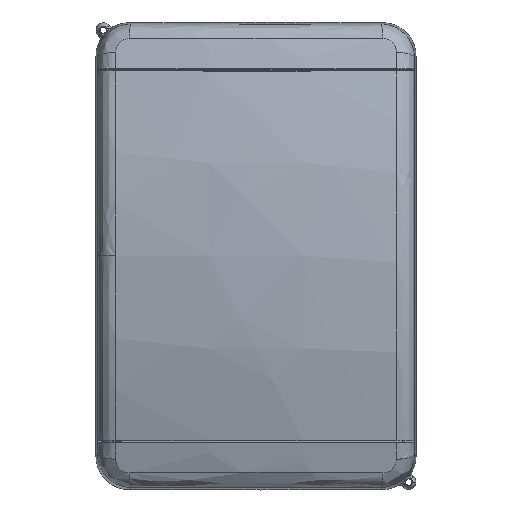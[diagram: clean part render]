
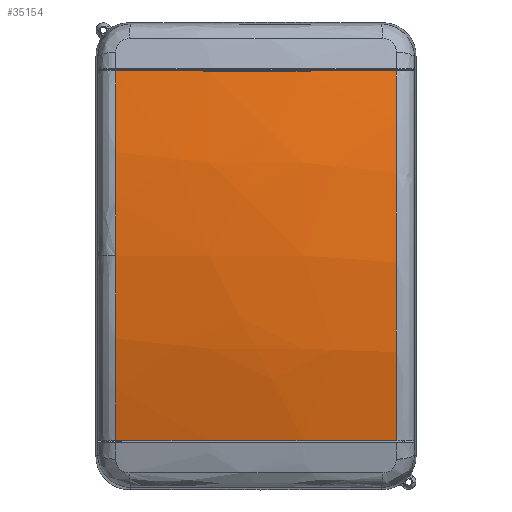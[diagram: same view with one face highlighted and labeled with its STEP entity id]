
A CAD part, top view. The second image highlights one B-rep face of the part: STEP entity #35154.
In plain terms, the highlighted free-form (B-spline) face has degree [3, 3] with [6, 4] control points.
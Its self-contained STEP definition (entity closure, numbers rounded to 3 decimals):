
#1323 = EDGE_CURVE ( 'NONE', #26307, #36820, #9668, .T. ) ;
#2440 = CARTESIAN_POINT ( 'NONE',  ( -37.389, 17.137, -15.998 ) ) ;
#2704 = CARTESIAN_POINT ( 'NONE',  ( -18.696, 15.5, -47.5 ) ) ;
#2951 = CARTESIAN_POINT ( 'NONE',  ( -18.696, 19.495, -15.998 ) ) ;
#3471 = ORIENTED_EDGE ( 'NONE', *, *, #1323, .T. ) ;
#4509 = CARTESIAN_POINT ( 'NONE',  ( 37.209, 13.222, -42.096 ) ) ;
#4619 = ORIENTED_EDGE ( 'NONE', *, *, #27999, .T. ) ;
#6559 = CARTESIAN_POINT ( 'NONE',  ( -55.42, 9.164, 42.119 ) ) ;
#6868 = CARTESIAN_POINT ( 'NONE',  ( 37.389, 13.142, -47.5 ) ) ;
#7118 = CARTESIAN_POINT ( 'NONE',  ( 37.389, 17.137, -15.998 ) ) ;
#7165 = VERTEX_POINT ( 'NONE', #20314 ) ;
#7337 = ORIENTED_EDGE ( 'NONE', *, *, #12580, .F. ) ;
#7382 = CARTESIAN_POINT ( 'NONE',  ( 18.696, 15.5, 47.5 ) ) ;
#7740 = CARTESIAN_POINT ( 'NONE',  ( -55.399, 11.521, 14.103 ) ) ;
#8090 = ORIENTED_EDGE ( 'NONE', *, *, #36427, .T. ) ;
#8693 = CARTESIAN_POINT ( 'NONE',  ( -55.42, 9.164, -42.119 ) ) ;
#9080 = CARTESIAN_POINT ( 'NONE',  ( 46.366, 11.482, 42.106 ) ) ;
#9668 = B_SPLINE_CURVE_WITH_KNOTS ( 'NONE', 3,
 ( #28164, #40189, #24502, #36505, #33107, #32873, #44073, #21086, #9080, #37271 ),
 .UNSPECIFIED., .F., .F.,
 ( 4, 2, 2, 2, 4 ),
 ( 0., 0.028, 0.056, 0.084, 0.112 ),
 .UNSPECIFIED. ) ;
#10463 = EDGE_CURVE ( 'NONE', #7165, #24891, #30735, .T. ) ;
#10490 = CARTESIAN_POINT ( 'NONE',  ( 55.42, 9.164, -42.119 ) ) ;
#10778 = CARTESIAN_POINT ( 'NONE',  ( 18.696, 19.495, 15.998 ) ) ;
#11027 = CARTESIAN_POINT ( 'NONE',  ( 55.413, 9.95, -35.125 ) ) ;
#11048 = CARTESIAN_POINT ( 'NONE',  ( -55.5, 12.495, -15.998 ) ) ;
#11860 = CARTESIAN_POINT ( 'NONE',  ( 55.42, 9.164, 42.119 ) ) ;
#12580 = EDGE_CURVE ( 'NONE', #7165, #36820, #33586, .T. ) ;
#14440 = CARTESIAN_POINT ( 'NONE',  ( 37.389, 13.142, 47.5 ) ) ;
#14941 = CARTESIAN_POINT ( 'NONE',  ( 37.389, 17.137, 15.998 ) ) ;
#15213 = CARTESIAN_POINT ( 'NONE',  ( 55.5, 12.495, 15.998 ) ) ;
#15494 = B_SPLINE_SURFACE_WITH_KNOTS ( 'NONE', 3, 3, ( 
 ( #43147, #50475, #15213, #46814 ),
 ( #6868, #7118, #14941, #14440 ),
 ( #22787, #38729, #10778, #7382 ),
 ( #2704, #2951, #30918, #23303 ),
 ( #38205, #2440, #18855, #39244 ),
 ( #18611, #11048, #30648, #50997 ) ),
 .UNSPECIFIED., .F., .F., .F.,
 ( 4, 2, 4 ),
 ( 4, 4 ),
 ( 0., 0.5, 1. ),
 ( 0., 1. ),
 .UNSPECIFIED. ) ;
#16326 = CARTESIAN_POINT ( 'NONE',  ( -55.401, 11.326, -14.053 ) ) ;
#17625 = CARTESIAN_POINT ( 'NONE',  ( -55.42, 9.164, 42.119 ) ) ;
#18611 = CARTESIAN_POINT ( 'NONE',  ( -55.5, 8.5, -47.5 ) ) ;
#18855 = CARTESIAN_POINT ( 'NONE',  ( -37.389, 17.137, 15.998 ) ) ;
#19568 = CARTESIAN_POINT ( 'NONE',  ( -9.326, 16.149, -42.079 ) ) ;
#19714 = EDGE_LOOP ( 'NONE', ( #3471, #7337, #32340, #4619, #8090 ) ) ;
#20314 = CARTESIAN_POINT ( 'NONE',  ( 55.42, 9.164, -42.119 ) ) ;
#21086 = CARTESIAN_POINT ( 'NONE',  ( 37.201, 13.224, 42.096 ) ) ;
#22787 = CARTESIAN_POINT ( 'NONE',  ( 18.696, 15.5, -47.5 ) ) ;
#23303 = CARTESIAN_POINT ( 'NONE',  ( -18.696, 15.5, 47.5 ) ) ;
#23668 = CARTESIAN_POINT ( 'NONE',  ( -55.406, 10.736, 28.136 ) ) ;
#24175 = CARTESIAN_POINT ( 'NONE',  ( -55.413, 9.95, -35.125 ) ) ;
#24502 = CARTESIAN_POINT ( 'NONE',  ( -37.201, 13.224, 42.096 ) ) ;
#24891 = VERTEX_POINT ( 'NONE', #40362 ) ;
#26307 = VERTEX_POINT ( 'NONE', #6559 ) ;
#27999 = EDGE_CURVE ( 'NONE', #24891, #39004, #44156, .T. ) ;
#28164 = CARTESIAN_POINT ( 'NONE',  ( -55.42, 9.164, 42.119 ) ) ;
#30648 = CARTESIAN_POINT ( 'NONE',  ( -55.5, 12.495, 15.998 ) ) ;
#30735 = B_SPLINE_CURVE_WITH_KNOTS ( 'NONE', 3,
 ( #43912, #40293, #4509, #43671, #35850, #47591 ),
 .UNSPECIFIED., .F., .F.,
 ( 4, 2, 4 ),
 ( 0., 0.028, 0.056 ),
 .UNSPECIFIED. ) ;
#30892 = CARTESIAN_POINT ( 'NONE',  ( 55.406, 10.736, 28.136 ) ) ;
#30918 = CARTESIAN_POINT ( 'NONE',  ( -18.696, 19.495, 15.998 ) ) ;
#32340 = ORIENTED_EDGE ( 'NONE', *, *, #10463, .T. ) ;
#32873 = CARTESIAN_POINT ( 'NONE',  ( 9.346, 16.148, 42.079 ) ) ;
#33107 = CARTESIAN_POINT ( 'NONE',  ( -9.346, 16.148, 42.079 ) ) ;
#33586 = B_SPLINE_CURVE_WITH_KNOTS ( 'NONE', 3,
 ( #10490, #11027, #42347, #34016, #34547, #34790, #30892, #46786 ),
 .UNSPECIFIED., .F., .F.,
 ( 4, 2, 2, 4 ),
 ( 0.005, 0.026, 0.048, 0.09 ),
 .UNSPECIFIED. ) ;
#34016 = CARTESIAN_POINT ( 'NONE',  ( 55.401, 11.326, -14.053 ) ) ;
#34547 = CARTESIAN_POINT ( 'NONE',  ( 55.399, 11.523, -7.018 ) ) ;
#34790 = CARTESIAN_POINT ( 'NONE',  ( 55.399, 11.521, 14.103 ) ) ;
#34997 = CARTESIAN_POINT ( 'NONE',  ( 0.025, 16.148, -42.079 ) ) ;
#35154 = ADVANCED_FACE ( '�����3', ( #50729 ), #15494, .T. ) ;
#35516 = CARTESIAN_POINT ( 'NONE',  ( -18.64, 15.562, -42.083 ) ) ;
#35793 = B_SPLINE_CURVE_WITH_KNOTS ( 'NONE', 3,
 ( #44008, #24175, #36197, #16326, #47417, #7740, #23668, #17625 ),
 .UNSPECIFIED., .F., .F.,
 ( 4, 2, 2, 4 ),
 ( 0.005, 0.026, 0.048, 0.09 ),
 .UNSPECIFIED. ) ;
#35850 = CARTESIAN_POINT ( 'NONE',  ( 9.367, 16.146, -42.079 ) ) ;
#36197 = CARTESIAN_POINT ( 'NONE',  ( -55.408, 10.54, -28.109 ) ) ;
#36427 = EDGE_CURVE ( 'NONE', #39004, #26307, #35793, .T. ) ;
#36505 = CARTESIAN_POINT ( 'NONE',  ( -18.656, 15.561, 42.083 ) ) ;
#36820 = VERTEX_POINT ( 'NONE', #11860 ) ;
#37271 = CARTESIAN_POINT ( 'NONE',  ( 55.42, 9.164, 42.119 ) ) ;
#38205 = CARTESIAN_POINT ( 'NONE',  ( -37.389, 13.142, -47.5 ) ) ;
#38729 = CARTESIAN_POINT ( 'NONE',  ( 18.696, 19.495, -15.998 ) ) ;
#39004 = VERTEX_POINT ( 'NONE', #8693 ) ;
#39244 = CARTESIAN_POINT ( 'NONE',  ( -37.389, 13.142, 47.5 ) ) ;
#40189 = CARTESIAN_POINT ( 'NONE',  ( -46.366, 11.482, 42.106 ) ) ;
#40293 = CARTESIAN_POINT ( 'NONE',  ( 46.37, 11.481, -42.106 ) ) ;
#40362 = CARTESIAN_POINT ( 'NONE',  ( 0.025, 16.148, -42.079 ) ) ;
#42347 = CARTESIAN_POINT ( 'NONE',  ( 55.408, 10.54, -28.109 ) ) ;
#43147 = CARTESIAN_POINT ( 'NONE',  ( 55.5, 8.5, -47.5 ) ) ;
#43338 = CARTESIAN_POINT ( 'NONE',  ( -55.42, 9.164, -42.119 ) ) ;
#43671 = CARTESIAN_POINT ( 'NONE',  ( 18.672, 15.559, -42.083 ) ) ;
#43912 = CARTESIAN_POINT ( 'NONE',  ( 55.42, 9.164, -42.119 ) ) ;
#44008 = CARTESIAN_POINT ( 'NONE',  ( -55.42, 9.164, -42.119 ) ) ;
#44073 = CARTESIAN_POINT ( 'NONE',  ( 18.656, 15.561, 42.083 ) ) ;
#44156 = B_SPLINE_CURVE_WITH_KNOTS ( 'NONE', 3,
 ( #34997, #19568, #35516, #50651, #51430, #43338 ),
 .UNSPECIFIED., .F., .F.,
 ( 4, 2, 4 ),
 ( 0., 0.028, 0.056 ),
 .UNSPECIFIED. ) ;
#46786 = CARTESIAN_POINT ( 'NONE',  ( 55.42, 9.164, 42.119 ) ) ;
#46814 = CARTESIAN_POINT ( 'NONE',  ( 55.5, 8.5, 47.5 ) ) ;
#47417 = CARTESIAN_POINT ( 'NONE',  ( -55.399, 11.523, -7.018 ) ) ;
#47591 = CARTESIAN_POINT ( 'NONE',  ( 0.025, 16.148, -42.079 ) ) ;
#50475 = CARTESIAN_POINT ( 'NONE',  ( 55.5, 12.495, -15.998 ) ) ;
#50651 = CARTESIAN_POINT ( 'NONE',  ( -37.193, 13.225, -42.096 ) ) ;
#50729 = FACE_OUTER_BOUND ( 'NONE', #19714, .T. ) ;
#50997 = CARTESIAN_POINT ( 'NONE',  ( -55.5, 8.5, 47.5 ) ) ;
#51430 = CARTESIAN_POINT ( 'NONE',  ( -46.362, 11.483, -42.106 ) ) ;
